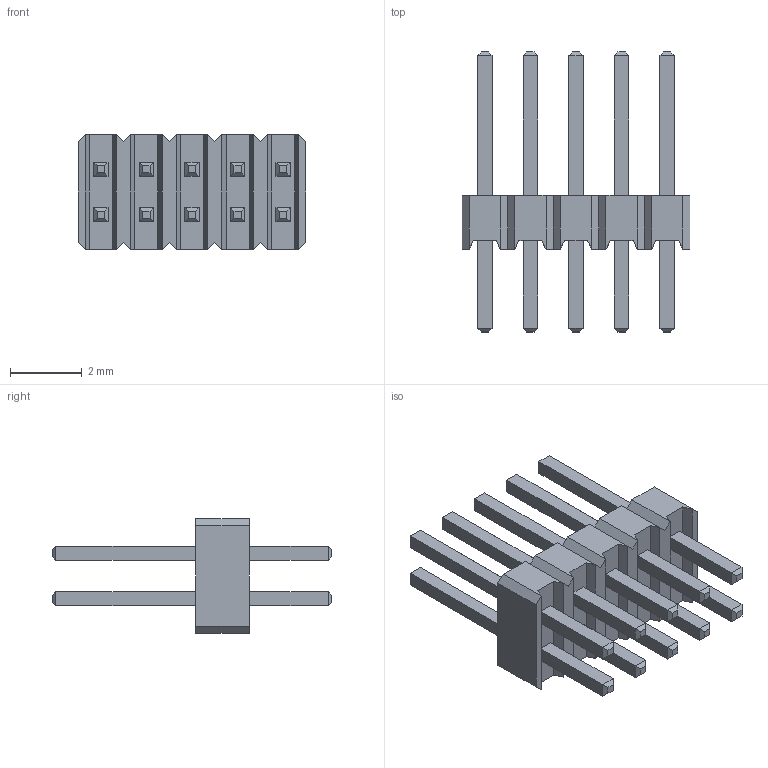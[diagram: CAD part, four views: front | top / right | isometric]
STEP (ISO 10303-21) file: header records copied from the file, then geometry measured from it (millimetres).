
FILE_DESCRIPTION (( 'STEP AP214' ), '1' );
FILE_NAME ('User Library-PLL1.27-10.STEP', '2020-04-06T13:30:52', ( '' ), ( '' ), 'SwSTEP 2.0', 'SolidWorks 2019', '' );
FILE_SCHEMA (( 'AUTOMOTIVE_DESIGN' ));
Length unit declared in the file: millimetre
Products named in the file (1): User Library-PLL1.27-10
Bounding box: 6.35 x 7.8 x 3.2 mm (x, y, z)
Volume: 37.2 mm3; surface area: 175.6 mm2
Topology: 1 solids, 1 shells, 234 faces, 536 edges, 324 vertices
Faces by surface type: plane 234
Entity records: 7454 total; most frequent: CARTESIAN_POINT 1095, ORIENTED_EDGE 1072, DIRECTION 1006, LINE 536, VECTOR 536, EDGE_CURVE 536, VERTEX_POINT 324, EDGE_LOOP 254
